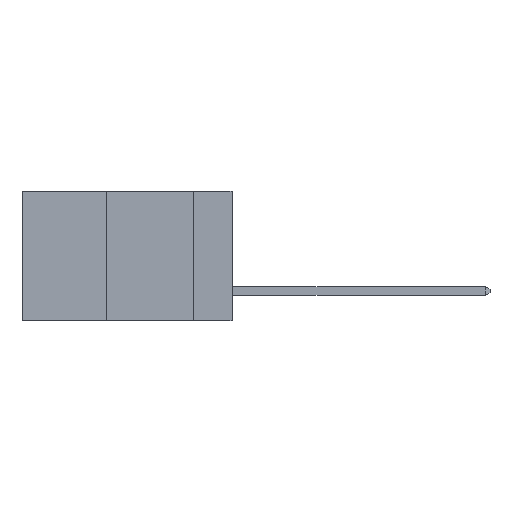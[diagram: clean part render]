
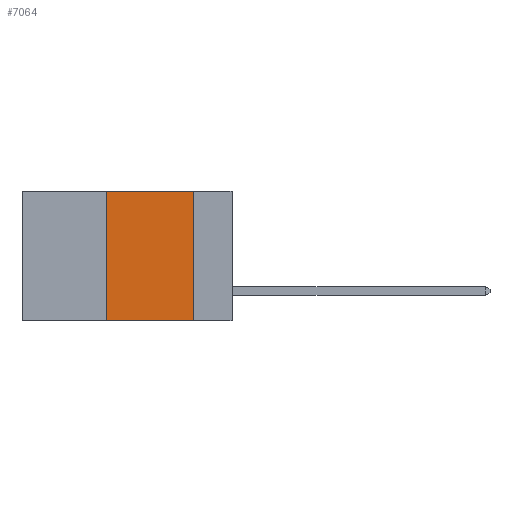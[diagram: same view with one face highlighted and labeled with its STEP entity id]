
A CAD part, left-side view. The second image highlights one B-rep face of the part: STEP entity #7064.
In plain terms, the highlighted planar face has unit normal (-1, 0, 0).
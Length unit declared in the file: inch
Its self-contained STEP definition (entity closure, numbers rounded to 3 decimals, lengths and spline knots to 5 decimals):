
#999 = VECTOR ( 'NONE', #4219, 39.37008 ) ;
#2131 = AXIS2_PLACEMENT_3D ( 'NONE', #7489, #2920, #2514 ) ;
#2414 = CARTESIAN_POINT ( 'NONE',  ( 0., 0.36, 0. ) ) ;
#2514 = DIRECTION ( 'NONE',  ( 0., 0., -1. ) ) ;
#2920 = DIRECTION ( 'NONE',  ( 1., 0., 0. ) ) ;
#3034 = VERTEX_POINT ( 'NONE', #5617 ) ;
#3179 = EDGE_CURVE ( 'NONE', #10859, #12047, #11221, .T. ) ;
#3218 = CARTESIAN_POINT ( 'NONE',  ( 0., 0.6, -0.37 ) ) ;
#3307 = ORIENTED_EDGE ( 'NONE', *, *, #10702, .T. ) ;
#3575 = VECTOR ( 'NONE', #9128, 39.37008 ) ;
#3896 = LINE ( 'NONE', #8203, #3575 ) ;
#3929 = ORIENTED_EDGE ( 'NONE', *, *, #10083, .F. ) ;
#4073 = EDGE_LOOP ( 'NONE', ( #3929, #4300, #6210, #3307 ) ) ;
#4219 = DIRECTION ( 'NONE',  ( 0., -1., 0. ) ) ;
#4278 = PLANE ( 'NONE',  #2131 ) ;
#4300 = ORIENTED_EDGE ( 'NONE', *, *, #3179, .F. ) ;
#5173 = CARTESIAN_POINT ( 'NONE',  ( 0., 0.11, 0. ) ) ;
#5617 = CARTESIAN_POINT ( 'NONE',  ( 0., 0.36, -0.37 ) ) ;
#6207 = VERTEX_POINT ( 'NONE', #10254 ) ;
#6210 = ORIENTED_EDGE ( 'NONE', *, *, #8854, .F. ) ;
#6362 = LINE ( 'NONE', #3218, #999 ) ;
#6460 = VECTOR ( 'NONE', #11782, 39.37008 ) ;
#6603 = CARTESIAN_POINT ( 'NONE',  ( 0., 0.6, 0. ) ) ;
#6660 = DIRECTION ( 'NONE',  ( 0., -1., 0. ) ) ;
#7064 = ADVANCED_FACE ( 'NONE', ( #10113 ), #4278, .F. ) ;
#7293 = CARTESIAN_POINT ( 'NONE',  ( 0., 0.36, 0. ) ) ;
#7489 = CARTESIAN_POINT ( 'NONE',  ( 0., 0.6, 0. ) ) ;
#8203 = CARTESIAN_POINT ( 'NONE',  ( 0., 0.11, 0. ) ) ;
#8481 = VECTOR ( 'NONE', #6660, 39.37008 ) ;
#8854 = EDGE_CURVE ( 'NONE', #3034, #10859, #11363, .T. ) ;
#9128 = DIRECTION ( 'NONE',  ( 0., 0., -1. ) ) ;
#10083 = EDGE_CURVE ( 'NONE', #12047, #6207, #3896, .T. ) ;
#10113 = FACE_OUTER_BOUND ( 'NONE', #4073, .T. ) ;
#10254 = CARTESIAN_POINT ( 'NONE',  ( 0., 0.11, -0.37 ) ) ;
#10702 = EDGE_CURVE ( 'NONE', #3034, #6207, #6362, .T. ) ;
#10859 = VERTEX_POINT ( 'NONE', #2414 ) ;
#11221 = LINE ( 'NONE', #6603, #8481 ) ;
#11363 = LINE ( 'NONE', #7293, #6460 ) ;
#11782 = DIRECTION ( 'NONE',  ( 0., 0., 1. ) ) ;
#12047 = VERTEX_POINT ( 'NONE', #5173 ) ;
